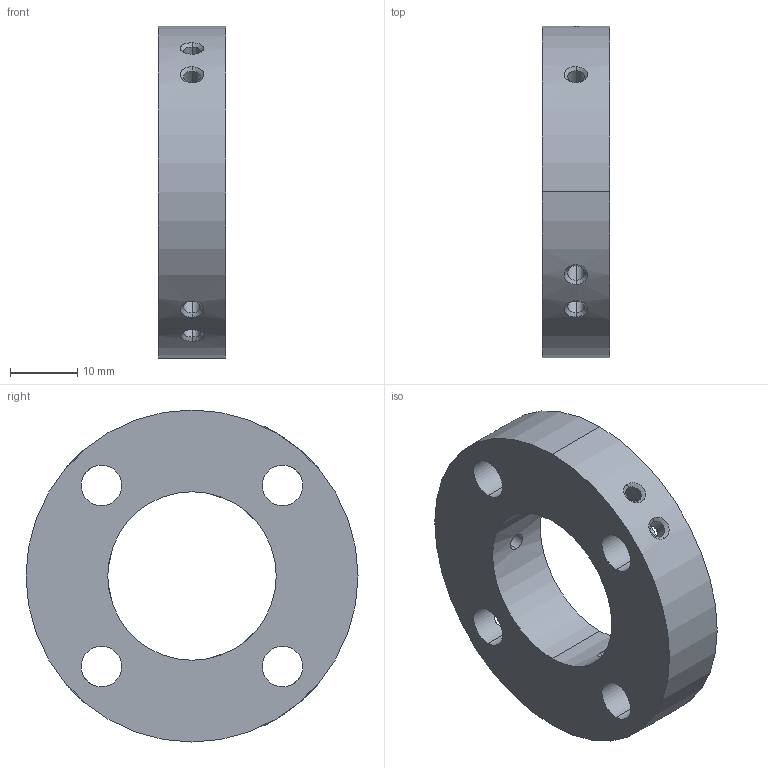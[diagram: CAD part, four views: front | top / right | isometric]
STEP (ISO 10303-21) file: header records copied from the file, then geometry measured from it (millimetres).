
FILE_DESCRIPTION (( 'STEP AP214' ), '1' );
FILE_NAME ('88196.STEP', '2016-07-19T13:09:52', ( '' ), ( '' ), 'SwSTEP 2.0', 'SolidWorks 2014', '' );
FILE_SCHEMA (( 'AUTOMOTIVE_DESIGN' ));
Length unit declared in the file: millimetre
Products named in the file (1): 88196
Bounding box: 10 x 49.25 x 49.25 mm (x, y, z)
Volume: 12764.9 mm3; surface area: 5978.6 mm2
Topology: 1 solids, 1 shells, 42 faces, 106 edges, 66 vertices
Faces by surface type: cylinder 26, cone 14, plane 2
Entity records: 1920 total; most frequent: CARTESIAN_POINT 853, ORIENTED_EDGE 212, DIRECTION 202, EDGE_CURVE 106, AXIS2_PLACEMENT_3D 81, VERTEX_POINT 66, EDGE_LOOP 66, ADVANCED_FACE 42
